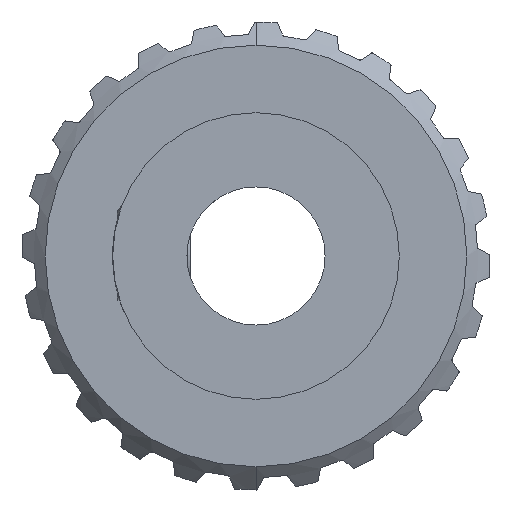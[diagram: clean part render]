
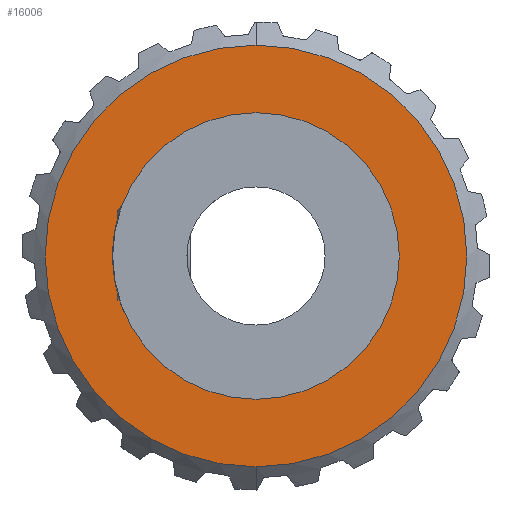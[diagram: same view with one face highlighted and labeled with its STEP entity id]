
A CAD part, front view. The second image highlights one B-rep face of the part: STEP entity #16006.
In plain terms, the highlighted planar face has unit normal (0, -1, 0).
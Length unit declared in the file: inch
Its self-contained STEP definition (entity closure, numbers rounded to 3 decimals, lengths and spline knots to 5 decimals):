
#1101 = CIRCLE ( 'NONE', #18188, 0.36045 ) ;
#1754 = VERTEX_POINT ( 'NONE', #19606 ) ;
#1769 = CIRCLE ( 'NONE', #10093, 0.36045 ) ;
#1908 = AXIS2_PLACEMENT_3D ( 'NONE', #5081, #17294, #2057 ) ;
#2057 = DIRECTION ( 'NONE',  ( 0., 0., -1. ) ) ;
#2579 = CIRCLE ( 'NONE', #18380, 0.245 ) ;
#3107 = DIRECTION ( 'NONE',  ( 0., 1., 0. ) ) ;
#3571 = VERTEX_POINT ( 'NONE', #3678 ) ;
#3678 = CARTESIAN_POINT ( 'NONE',  ( 0., 0.0542, 0.245 ) ) ;
#4307 = EDGE_LOOP ( 'NONE', ( #18656, #6590 ) ) ;
#5081 = CARTESIAN_POINT ( 'NONE',  ( 0., 0.0542, 0. ) ) ;
#5545 = FACE_BOUND ( 'NONE', #4307, .T. ) ;
#6485 = EDGE_CURVE ( 'NONE', #18942, #1754, #1101, .T. ) ;
#6590 = ORIENTED_EDGE ( 'NONE', *, *, #14909, .F. ) ;
#6637 = EDGE_CURVE ( 'NONE', #3571, #9055, #8784, .T. ) ;
#7640 = DIRECTION ( 'NONE',  ( 0., 1., 0. ) ) ;
#8279 = CARTESIAN_POINT ( 'NONE',  ( 0., 0.0542, 0. ) ) ;
#8784 = CIRCLE ( 'NONE', #15138, 0.245 ) ;
#9055 = VERTEX_POINT ( 'NONE', #12295 ) ;
#9184 = EDGE_LOOP ( 'NONE', ( #18215, #16467 ) ) ;
#9226 = CARTESIAN_POINT ( 'NONE',  ( 0., 0.0542, 0. ) ) ;
#9376 = EDGE_CURVE ( 'NONE', #1754, #18942, #1769, .T. ) ;
#10093 = AXIS2_PLACEMENT_3D ( 'NONE', #19710, #7640, #18282 ) ;
#10340 = DIRECTION ( 'NONE',  ( 0., 0., -1. ) ) ;
#11367 = DIRECTION ( 'NONE',  ( 0., -1., 0. ) ) ;
#12125 = CARTESIAN_POINT ( 'NONE',  ( 0., 0.0542, 0. ) ) ;
#12295 = CARTESIAN_POINT ( 'NONE',  ( 0., 0.0542, -0.245 ) ) ;
#14242 = PLANE ( 'NONE',  #1908 ) ;
#14422 = DIRECTION ( 'NONE',  ( 0., 0., -1. ) ) ;
#14909 = EDGE_CURVE ( 'NONE', #9055, #3571, #2579, .T. ) ;
#15138 = AXIS2_PLACEMENT_3D ( 'NONE', #8279, #11367, #14422 ) ;
#15550 = DIRECTION ( 'NONE',  ( 0., 0., -1. ) ) ;
#16006 = ADVANCED_FACE ( 'NONE', ( #17471, #5545 ), #14242, .T. ) ;
#16467 = ORIENTED_EDGE ( 'NONE', *, *, #9376, .F. ) ;
#16574 = DIRECTION ( 'NONE',  ( 0., -1., 0. ) ) ;
#17294 = DIRECTION ( 'NONE',  ( 0., -1., 0. ) ) ;
#17471 = FACE_OUTER_BOUND ( 'NONE', #9184, .T. ) ;
#18188 = AXIS2_PLACEMENT_3D ( 'NONE', #9226, #3107, #15550 ) ;
#18215 = ORIENTED_EDGE ( 'NONE', *, *, #6485, .F. ) ;
#18282 = DIRECTION ( 'NONE',  ( 0., 0., -1. ) ) ;
#18380 = AXIS2_PLACEMENT_3D ( 'NONE', #12125, #16574, #10340 ) ;
#18631 = CARTESIAN_POINT ( 'NONE',  ( 0., 0.0542, 0.36045 ) ) ;
#18656 = ORIENTED_EDGE ( 'NONE', *, *, #6637, .F. ) ;
#18942 = VERTEX_POINT ( 'NONE', #18631 ) ;
#19606 = CARTESIAN_POINT ( 'NONE',  ( 0., 0.0542, -0.36045 ) ) ;
#19710 = CARTESIAN_POINT ( 'NONE',  ( 0., 0.0542, 0. ) ) ;
